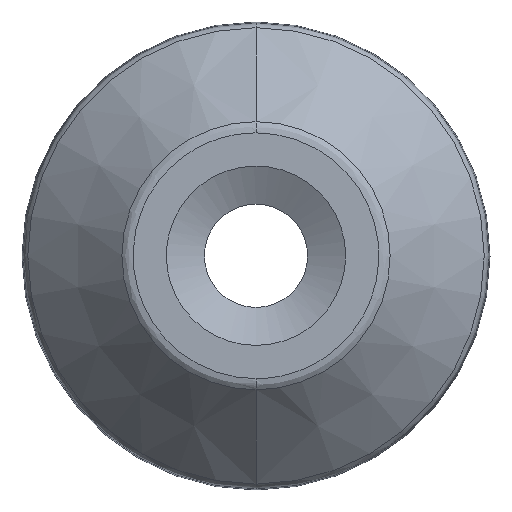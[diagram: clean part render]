
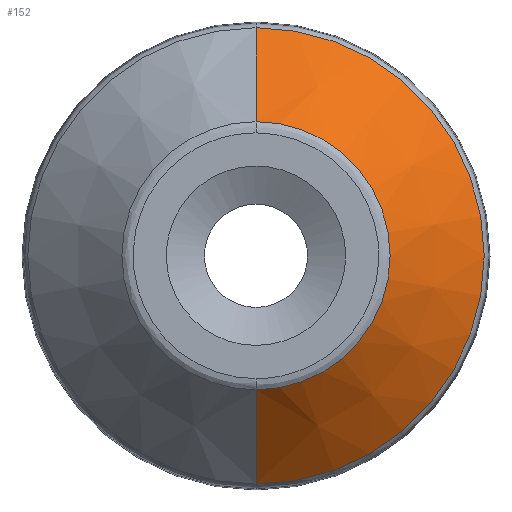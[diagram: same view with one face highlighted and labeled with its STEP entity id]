
A CAD part, top view. The second image highlights one B-rep face of the part: STEP entity #152.
In plain terms, the highlighted conical face has half-angle 45 degrees and reference radius 28.768 mm.
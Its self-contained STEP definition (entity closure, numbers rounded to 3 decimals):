
#10 = EDGE_CURVE ( 'NONE', #124, #666, #88, .T. ) ;
#34 = DIRECTION ( 'NONE',  ( 0., 1., 0. ) ) ;
#62 = CIRCLE ( 'NONE', #830, 28.769 ) ;
#63 = VECTOR ( 'NONE', #602, 1000. ) ;
#69 = ORIENTED_EDGE ( 'NONE', *, *, #350, .F. ) ;
#83 = LINE ( 'NONE', #159, #794 ) ;
#88 = CIRCLE ( 'NONE', #771, 16.906 ) ;
#109 = EDGE_LOOP ( 'NONE', ( #208, #534, #754, #69 ) ) ;
#124 = VERTEX_POINT ( 'NONE', #277 ) ;
#152 = ADVANCED_FACE ( 'NONE', ( #275 ), #583, .T. ) ;
#159 = CARTESIAN_POINT ( 'NONE',  ( 0., -28.769, 5.551 ) ) ;
#195 = DIRECTION ( 'NONE',  ( 0., 1., 0. ) ) ;
#208 = ORIENTED_EDGE ( 'NONE', *, *, #10, .T. ) ;
#275 = FACE_OUTER_BOUND ( 'NONE', #109, .T. ) ;
#277 = CARTESIAN_POINT ( 'NONE',  ( 0., 16.906, 17.414 ) ) ;
#305 = CARTESIAN_POINT ( 'NONE',  ( 0., 28.769, 5.551 ) ) ;
#350 = EDGE_CURVE ( 'NONE', #124, #554, #731, .T. ) ;
#418 = EDGE_CURVE ( 'NONE', #666, #542, #83, .T. ) ;
#463 = DIRECTION ( 'NONE',  ( 0., 0., -1. ) ) ;
#480 = CARTESIAN_POINT ( 'NONE',  ( 0., 28.769, 5.551 ) ) ;
#490 = DIRECTION ( 'NONE',  ( 0., -0.707, -0.707 ) ) ;
#498 = EDGE_CURVE ( 'NONE', #542, #554, #62, .T. ) ;
#500 = DIRECTION ( 'NONE',  ( 0., 0., -1. ) ) ;
#518 = DIRECTION ( 'NONE',  ( 0., 0., 1. ) ) ;
#531 = CARTESIAN_POINT ( 'NONE',  ( 0., -16.906, 17.414 ) ) ;
#534 = ORIENTED_EDGE ( 'NONE', *, *, #418, .T. ) ;
#542 = VERTEX_POINT ( 'NONE', #835 ) ;
#554 = VERTEX_POINT ( 'NONE', #305 ) ;
#558 = CARTESIAN_POINT ( 'NONE',  ( 0., 0., 5.551 ) ) ;
#583 = CONICAL_SURFACE ( 'NONE', #677, 28.769, 0.785 ) ;
#602 = DIRECTION ( 'NONE',  ( 0., 0.707, -0.707 ) ) ;
#666 = VERTEX_POINT ( 'NONE', #531 ) ;
#677 = AXIS2_PLACEMENT_3D ( 'NONE', #558, #500, #34 ) ;
#698 = CARTESIAN_POINT ( 'NONE',  ( 0., 0., 5.551 ) ) ;
#712 = CARTESIAN_POINT ( 'NONE',  ( 0., 0., 17.414 ) ) ;
#731 = LINE ( 'NONE', #480, #63 ) ;
#754 = ORIENTED_EDGE ( 'NONE', *, *, #498, .T. ) ;
#771 = AXIS2_PLACEMENT_3D ( 'NONE', #712, #463, #195 ) ;
#794 = VECTOR ( 'NONE', #490, 1000. ) ;
#830 = AXIS2_PLACEMENT_3D ( 'NONE', #698, #518, #831 ) ;
#831 = DIRECTION ( 'NONE',  ( 0., 1., 0. ) ) ;
#835 = CARTESIAN_POINT ( 'NONE',  ( 0., -28.769, 5.551 ) ) ;
